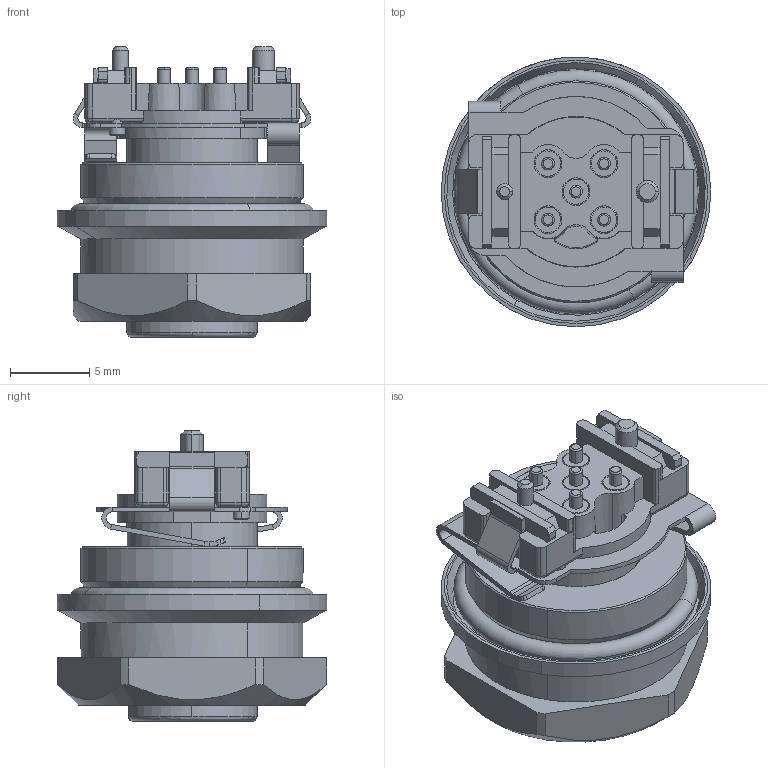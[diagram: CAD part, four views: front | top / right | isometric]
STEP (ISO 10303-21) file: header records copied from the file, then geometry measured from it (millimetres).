
FILE_DESCRIPTION(('CATIA V5R24 STEP','CAx-IF Rec.Pracs.--- Model Styling and Organization---1.2---2011-12-15'),'2;1');
FILE_NAME ('D1461802_0_2422390000_2422390000.stp','2017-08-29T11:57:19+00:00',('none'),('Weidmueller'),'CATIA Version 5-6 Release 2014 SP4 HF52','CATIA V5 STEP AP214','none');
FILE_SCHEMA(('AUTOMOTIVE_DESIGN { 1 0 10303 214 1 1 1 1 }'));
Length unit declared in the file: millimetre
Products named in the file (1): 2422390000
Bounding box: 17 x 17 x 18.3 mm (x, y, z)
Volume: 1830.9 mm3; surface area: 3181.1 mm2
Topology: 6 solids, 14 shells, 763 faces, 2021 edges, 1313 vertices
Faces by surface type: plane 313, cylinder 272, bspline 97, cone 52, torus 25, sphere 4
Entity records: 26313 total; most frequent: CARTESIAN_POINT 8881, ORIENTED_EDGE 4030, DIRECTION 2783, EDGE_CURVE 2015, VERTEX_POINT 1313, AXIS2_PLACEMENT_3D 1194, VECTOR 954, LINE 954
